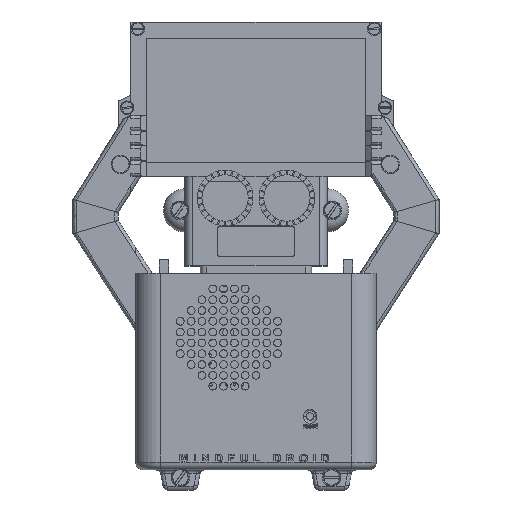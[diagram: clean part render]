
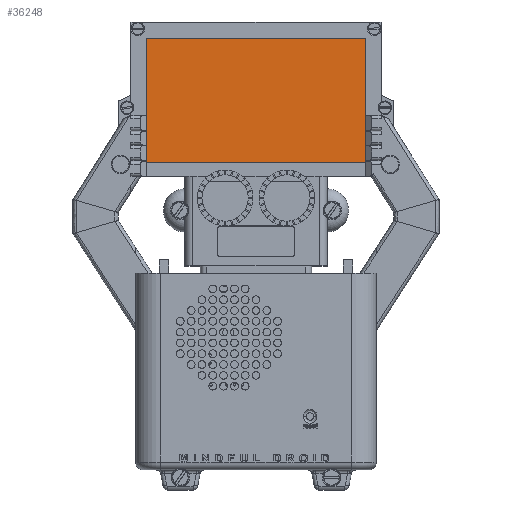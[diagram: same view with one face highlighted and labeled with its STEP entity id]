
A CAD part, top view. The second image highlights one B-rep face of the part: STEP entity #36248.
In plain terms, the highlighted face is planar.
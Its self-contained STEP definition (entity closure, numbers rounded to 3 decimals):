
#543 = VERTEX_POINT ( 'NONE', #46293 ) ;
#2945 = VECTOR ( 'NONE', #126486, 1000. ) ;
#6290 = LINE ( 'NONE', #107425, #2945 ) ;
#15748 = LINE ( 'NONE', #76151, #72374 ) ;
#19173 = PLANE ( 'NONE',  #76661 ) ;
#21580 = EDGE_CURVE ( 'NONE', #48592, #543, #73208, .T. ) ;
#22668 = CARTESIAN_POINT ( 'NONE',  ( -75., 0.5, -45. ) ) ;
#23463 = DIRECTION ( 'NONE',  ( 0., 0., 1. ) ) ;
#31168 = CARTESIAN_POINT ( 'NONE',  ( 0., 0.5, 0. ) ) ;
#36248 = ADVANCED_FACE ( 'NONE', ( #100565 ), #19173, .F. ) ;
#46013 = VECTOR ( 'NONE', #23463, 1000. ) ;
#46238 = EDGE_LOOP ( 'NONE', ( #83098, #120705, #51930, #76353 ) ) ;
#46293 = CARTESIAN_POINT ( 'NONE',  ( -75., 0.5, 0. ) ) ;
#48592 = VERTEX_POINT ( 'NONE', #66975 ) ;
#49376 = DIRECTION ( 'NONE',  ( 0., -1., 0. ) ) ;
#51930 = ORIENTED_EDGE ( 'NONE', *, *, #62174, .F. ) ;
#60966 = EDGE_CURVE ( 'NONE', #78195, #77615, #64120, .T. ) ;
#62174 = EDGE_CURVE ( 'NONE', #48592, #78195, #6290, .T. ) ;
#64120 = LINE ( 'NONE', #113402, #46013 ) ;
#66975 = CARTESIAN_POINT ( 'NONE',  ( -75., 0.5, -45. ) ) ;
#72374 = VECTOR ( 'NONE', #116206, 1000. ) ;
#73208 = LINE ( 'NONE', #22668, #91928 ) ;
#76151 = CARTESIAN_POINT ( 'NONE',  ( -75., 0.5, 0. ) ) ;
#76353 = ORIENTED_EDGE ( 'NONE', *, *, #21580, .T. ) ;
#76661 = AXIS2_PLACEMENT_3D ( 'NONE', #101867, #49376, #118979 ) ;
#77615 = VERTEX_POINT ( 'NONE', #31168 ) ;
#78195 = VERTEX_POINT ( 'NONE', #120814 ) ;
#83098 = ORIENTED_EDGE ( 'NONE', *, *, #112461, .T. ) ;
#91928 = VECTOR ( 'NONE', #111306, 1000. ) ;
#100565 = FACE_OUTER_BOUND ( 'NONE', #46238, .T. ) ;
#101867 = CARTESIAN_POINT ( 'NONE',  ( 0., 0.5, 0. ) ) ;
#107425 = CARTESIAN_POINT ( 'NONE',  ( -75., 0.5, -45. ) ) ;
#111306 = DIRECTION ( 'NONE',  ( 0., 0., 1. ) ) ;
#112461 = EDGE_CURVE ( 'NONE', #543, #77615, #15748, .T. ) ;
#113402 = CARTESIAN_POINT ( 'NONE',  ( 0., 0.5, -45. ) ) ;
#116206 = DIRECTION ( 'NONE',  ( 1., 0., 0. ) ) ;
#118979 = DIRECTION ( 'NONE',  ( 0., 0., -1. ) ) ;
#120705 = ORIENTED_EDGE ( 'NONE', *, *, #60966, .F. ) ;
#120814 = CARTESIAN_POINT ( 'NONE',  ( 0., 0.5, -45. ) ) ;
#126486 = DIRECTION ( 'NONE',  ( 1., 0., 0. ) ) ;
